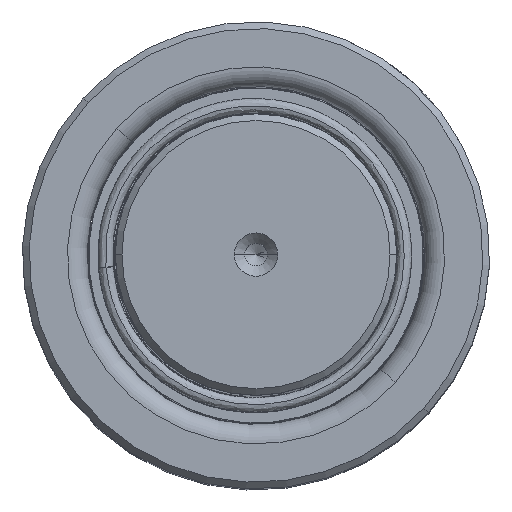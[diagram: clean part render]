
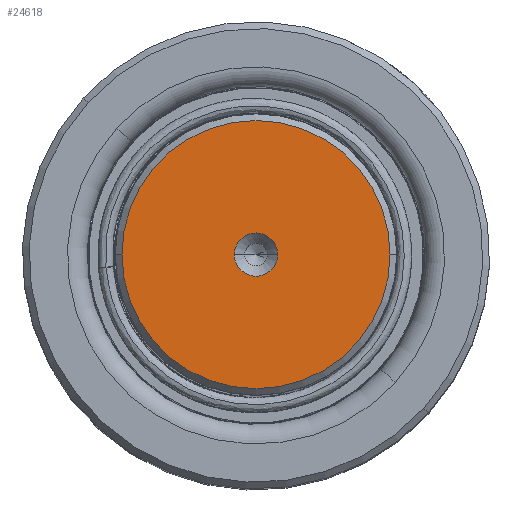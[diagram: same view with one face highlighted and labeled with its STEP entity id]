
A CAD part, top view. The second image highlights one B-rep face of the part: STEP entity #24618.
In plain terms, the highlighted planar face has unit normal (0, 0, 1).
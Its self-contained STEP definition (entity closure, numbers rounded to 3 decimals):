
#704 = EDGE_CURVE ( 'NONE', #10017, #13735, #23898, .T. ) ;
#2561 = EDGE_CURVE ( 'NONE', #32959, #8913, #13123, .T. ) ;
#2572 = AXIS2_PLACEMENT_3D ( 'NONE', #33642, #53328, #44367 ) ;
#4768 = DIRECTION ( 'NONE',  ( 0., 0., 1. ) ) ;
#4800 = CARTESIAN_POINT ( 'NONE',  ( 0., 0., 200. ) ) ;
#7110 = ORIENTED_EDGE ( 'NONE', *, *, #33479, .F. ) ;
#8034 = CIRCLE ( 'NONE', #2572, 23.817 ) ;
#8913 = VERTEX_POINT ( 'NONE', #16287 ) ;
#9100 = PLANE ( 'NONE',  #51684 ) ;
#10017 = VERTEX_POINT ( 'NONE', #49401 ) ;
#12002 = ORIENTED_EDGE ( 'NONE', *, *, #58040, .T. ) ;
#13029 = FACE_OUTER_BOUND ( 'NONE', #37261, .T. ) ;
#13123 = CIRCLE ( 'NONE', #23274, 3.85 ) ;
#13735 = VERTEX_POINT ( 'NONE', #27693 ) ;
#16287 = CARTESIAN_POINT ( 'NONE',  ( -3.85, 0., 200. ) ) ;
#18591 = AXIS2_PLACEMENT_3D ( 'NONE', #60663, #31983, #31366 ) ;
#23274 = AXIS2_PLACEMENT_3D ( 'NONE', #43704, #4768, #48616 ) ;
#23898 = CIRCLE ( 'NONE', #34344, 23.817 ) ;
#24442 = FACE_BOUND ( 'NONE', #38771, .T. ) ;
#24618 = ADVANCED_FACE ( 'NONE', ( #24442, #13029 ), #9100, .T. ) ;
#27693 = CARTESIAN_POINT ( 'NONE',  ( 23.817, 0., 200. ) ) ;
#28833 = ORIENTED_EDGE ( 'NONE', *, *, #704, .T. ) ;
#29814 = DIRECTION ( 'NONE',  ( 0., 0., 1. ) ) ;
#31366 = DIRECTION ( 'NONE',  ( 1., 0., 0. ) ) ;
#31983 = DIRECTION ( 'NONE',  ( 0., 0., 1. ) ) ;
#32959 = VERTEX_POINT ( 'NONE', #52468 ) ;
#33452 = DIRECTION ( 'NONE',  ( 1., 0., 0. ) ) ;
#33479 = EDGE_CURVE ( 'NONE', #8913, #32959, #47379, .T. ) ;
#33642 = CARTESIAN_POINT ( 'NONE',  ( 0., 0., 200. ) ) ;
#34344 = AXIS2_PLACEMENT_3D ( 'NONE', #54832, #29814, #49721 ) ;
#35976 = ORIENTED_EDGE ( 'NONE', *, *, #2561, .F. ) ;
#37261 = EDGE_LOOP ( 'NONE', ( #28833, #12002 ) ) ;
#38771 = EDGE_LOOP ( 'NONE', ( #35976, #7110 ) ) ;
#39012 = DIRECTION ( 'NONE',  ( 0., 0., 1. ) ) ;
#43704 = CARTESIAN_POINT ( 'NONE',  ( 0., 0., 200. ) ) ;
#44367 = DIRECTION ( 'NONE',  ( 1., 0., 0. ) ) ;
#47379 = CIRCLE ( 'NONE', #18591, 3.85 ) ;
#48616 = DIRECTION ( 'NONE',  ( 1., 0., 0. ) ) ;
#49401 = CARTESIAN_POINT ( 'NONE',  ( -23.817, 0., 200. ) ) ;
#49721 = DIRECTION ( 'NONE',  ( 1., 0., 0. ) ) ;
#51684 = AXIS2_PLACEMENT_3D ( 'NONE', #4800, #39012, #33452 ) ;
#52468 = CARTESIAN_POINT ( 'NONE',  ( 3.85, 0., 200. ) ) ;
#53328 = DIRECTION ( 'NONE',  ( 0., 0., 1. ) ) ;
#54832 = CARTESIAN_POINT ( 'NONE',  ( 0., 0., 200. ) ) ;
#58040 = EDGE_CURVE ( 'NONE', #13735, #10017, #8034, .T. ) ;
#60663 = CARTESIAN_POINT ( 'NONE',  ( 0., 0., 200. ) ) ;
